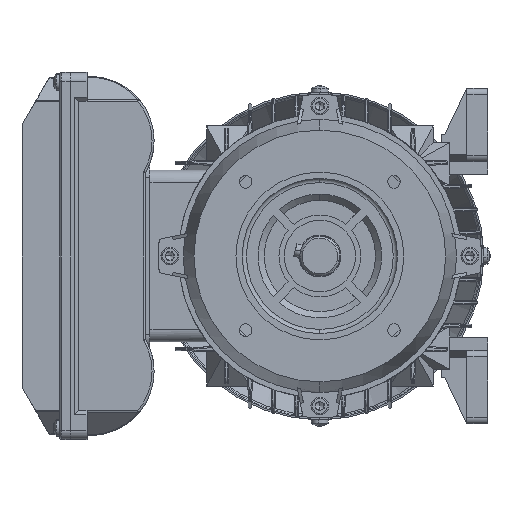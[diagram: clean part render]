
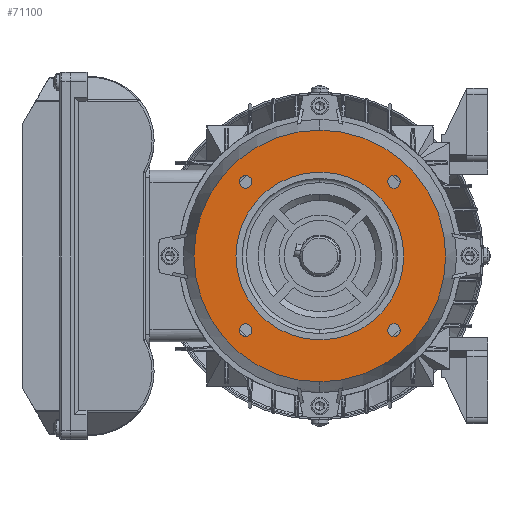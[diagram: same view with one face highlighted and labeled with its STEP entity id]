
A CAD part, left-side view. The second image highlights one B-rep face of the part: STEP entity #71100.
In plain terms, the highlighted face is planar.
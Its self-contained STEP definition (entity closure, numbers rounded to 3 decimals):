
#6413 = DIRECTION ( 'NONE',  ( 1., 0., 0. ) ) ;
#6414 = DIRECTION ( 'NONE',  ( 0., 0., 1. ) ) ;
#6415 = AXIS2_PLACEMENT_3D ( 'NONE', #6422, #6414, #6413 ) ;
#6416 = CIRCLE ( 'NONE', #6415, 3. ) ;
#6422 = CARTESIAN_POINT ( 'NONE',  ( -35.355, -35.355, 32.846 ) ) ;
#6587 = CARTESIAN_POINT ( 'NONE',  ( 32.355, -35.355, 32.846 ) ) ;
#6594 = CARTESIAN_POINT ( 'NONE',  ( -38.355, -35.355, 32.846 ) ) ;
#6725 = CARTESIAN_POINT ( 'NONE',  ( 32.355, 35.355, 32.846 ) ) ;
#6838 = CARTESIAN_POINT ( 'NONE',  ( 38.355, 35.355, 32.846 ) ) ;
#6841 = DIRECTION ( 'NONE',  ( 1., 0., 0. ) ) ;
#6842 = DIRECTION ( 'NONE',  ( 0., 0., 1. ) ) ;
#6843 = AXIS2_PLACEMENT_3D ( 'NONE', #6848, #6842, #6841 ) ;
#6844 = CIRCLE ( 'NONE', #6843, 3. ) ;
#6848 = CARTESIAN_POINT ( 'NONE',  ( 35.355, 35.355, 32.846 ) ) ;
#6934 = CARTESIAN_POINT ( 'NONE',  ( 38.355, -35.355, 32.846 ) ) ;
#6938 = DIRECTION ( 'NONE',  ( 1., 0., 0. ) ) ;
#6940 = DIRECTION ( 'NONE',  ( 0., 0., 1. ) ) ;
#6942 = CARTESIAN_POINT ( 'NONE',  ( 35.355, -35.355, 32.846 ) ) ;
#6944 = AXIS2_PLACEMENT_3D ( 'NONE', #6942, #6940, #6938 ) ;
#6945 = CIRCLE ( 'NONE', #6944, 3. ) ;
#6948 = CARTESIAN_POINT ( 'NONE',  ( -38.355, 35.355, 32.846 ) ) ;
#7083 = CARTESIAN_POINT ( 'NONE',  ( -32.355, 35.355, 32.846 ) ) ;
#7084 = DIRECTION ( 'NONE',  ( 1., 0., 0. ) ) ;
#7087 = DIRECTION ( 'NONE',  ( 0., 0., 1. ) ) ;
#7088 = CARTESIAN_POINT ( 'NONE',  ( -35.355, 35.355, 32.846 ) ) ;
#7090 = AXIS2_PLACEMENT_3D ( 'NONE', #7088, #7087, #7084 ) ;
#7092 = CIRCLE ( 'NONE', #7090, 3. ) ;
#8392 = CARTESIAN_POINT ( 'NONE',  ( 60., 0., 32.846 ) ) ;
#8406 = CARTESIAN_POINT ( 'NONE',  ( -60., 0., 32.846 ) ) ;
#8408 = DIRECTION ( 'NONE',  ( -1., 0., 0. ) ) ;
#8409 = DIRECTION ( 'NONE',  ( 0., 0., -1. ) ) ;
#8411 = CARTESIAN_POINT ( 'NONE',  ( 0., 0., 32.846 ) ) ;
#8412 = AXIS2_PLACEMENT_3D ( 'NONE', #8411, #8409, #8408 ) ;
#8424 = CIRCLE ( 'NONE', #8412, 60. ) ;
#8657 = CARTESIAN_POINT ( 'NONE',  ( 40., 0., 32.846 ) ) ;
#8757 = CIRCLE ( 'NONE', #8878, 40. ) ;
#8759 = CARTESIAN_POINT ( 'NONE',  ( 0., 0., 32.846 ) ) ;
#8871 = CARTESIAN_POINT ( 'NONE',  ( -40., 0., 32.846 ) ) ;
#8873 = DIRECTION ( 'NONE',  ( -1., 0., 0. ) ) ;
#8875 = DIRECTION ( 'NONE',  ( 0., 0., -1. ) ) ;
#8878 = AXIS2_PLACEMENT_3D ( 'NONE', #8759, #8875, #8873 ) ;
#15938 = CARTESIAN_POINT ( 'NONE',  ( 0., 0., 32.846 ) ) ;
#15992 = DIRECTION ( 'NONE',  ( 1., 0., 0. ) ) ;
#15993 = DIRECTION ( 'NONE',  ( 0., 0., 1. ) ) ;
#15995 = CARTESIAN_POINT ( 'NONE',  ( 35.355, 35.355, 32.846 ) ) ;
#15997 = AXIS2_PLACEMENT_3D ( 'NONE', #15995, #15993, #15992 ) ;
#15998 = CIRCLE ( 'NONE', #15997, 3. ) ;
#16013 = DIRECTION ( 'NONE',  ( 1., 0., 0. ) ) ;
#16015 = DIRECTION ( 'NONE',  ( 0., 0., 1. ) ) ;
#16017 = CARTESIAN_POINT ( 'NONE',  ( 35.355, -35.355, 32.846 ) ) ;
#16018 = AXIS2_PLACEMENT_3D ( 'NONE', #16017, #16015, #16013 ) ;
#16020 = CIRCLE ( 'NONE', #16018, 3. ) ;
#16024 = DIRECTION ( 'NONE',  ( 1., 0., 0. ) ) ;
#16026 = DIRECTION ( 'NONE',  ( 0., 0., 1. ) ) ;
#16028 = AXIS2_PLACEMENT_3D ( 'NONE', #16039, #16026, #16024 ) ;
#16030 = CIRCLE ( 'NONE', #16028, 3. ) ;
#16034 = DIRECTION ( 'NONE',  ( -1., 0., 0. ) ) ;
#16036 = DIRECTION ( 'NONE',  ( 0., 0., -1. ) ) ;
#16037 = AXIS2_PLACEMENT_3D ( 'NONE', #16044, #16036, #16034 ) ;
#16039 = CARTESIAN_POINT ( 'NONE',  ( -35.355, -35.355, 32.846 ) ) ;
#16044 = CARTESIAN_POINT ( 'NONE',  ( -60., 0., 32.846 ) ) ;
#16045 = PLANE ( 'NONE',  #16037 ) ;
#16046 = FACE_BOUND ( 'NONE', #71174, .T. ) ;
#16047 = FACE_OUTER_BOUND ( 'NONE', #71170, .T. ) ;
#16048 = FACE_BOUND ( 'NONE', #71166, .T. ) ;
#16050 = FACE_BOUND ( 'NONE', #71109, .T. ) ;
#16051 = FACE_BOUND ( 'NONE', #71105, .T. ) ;
#16053 = FACE_BOUND ( 'NONE', #71101, .T. ) ;
#16055 = DIRECTION ( 'NONE',  ( -1., 0., 0. ) ) ;
#16057 = DIRECTION ( 'NONE',  ( 0., 0., -1. ) ) ;
#16059 = AXIS2_PLACEMENT_3D ( 'NONE', #15938, #16057, #16055 ) ;
#16061 = CIRCLE ( 'NONE', #16059, 40. ) ;
#16183 = DIRECTION ( 'NONE',  ( -1., 0., 0. ) ) ;
#16185 = DIRECTION ( 'NONE',  ( 0., 0., -1. ) ) ;
#16187 = CARTESIAN_POINT ( 'NONE',  ( 0., 0., 32.846 ) ) ;
#16188 = AXIS2_PLACEMENT_3D ( 'NONE', #16187, #16185, #16183 ) ;
#16189 = CIRCLE ( 'NONE', #16188, 60. ) ;
#16190 = DIRECTION ( 'NONE',  ( 1., 0., 0. ) ) ;
#16191 = DIRECTION ( 'NONE',  ( 0., 0., 1. ) ) ;
#16192 = CARTESIAN_POINT ( 'NONE',  ( -35.355, 35.355, 32.846 ) ) ;
#16193 = AXIS2_PLACEMENT_3D ( 'NONE', #16192, #16191, #16190 ) ;
#16202 = CIRCLE ( 'NONE', #16193, 3. ) ;
#65969 = VERTEX_POINT ( 'NONE', #100955 ) ;
#68188 = EDGE_CURVE ( 'NONE', #68265, #65969, #6416, .T. ) ;
#68236 = VERTEX_POINT ( 'NONE', #6587 ) ;
#68265 = VERTEX_POINT ( 'NONE', #6594 ) ;
#68288 = VERTEX_POINT ( 'NONE', #6725 ) ;
#68310 = EDGE_CURVE ( 'NONE', #68288, #68312, #6844, .T. ) ;
#68312 = VERTEX_POINT ( 'NONE', #6838 ) ;
#68337 = VERTEX_POINT ( 'NONE', #6948 ) ;
#68338 = EDGE_CURVE ( 'NONE', #68236, #68340, #6945, .T. ) ;
#68340 = VERTEX_POINT ( 'NONE', #6934 ) ;
#68366 = EDGE_CURVE ( 'NONE', #68337, #68368, #7092, .T. ) ;
#68368 = VERTEX_POINT ( 'NONE', #7083 ) ;
#68735 = EDGE_CURVE ( 'NONE', #68736, #68738, #8424, .T. ) ;
#68736 = VERTEX_POINT ( 'NONE', #8406 ) ;
#68738 = VERTEX_POINT ( 'NONE', #8392 ) ;
#68797 = VERTEX_POINT ( 'NONE', #8657 ) ;
#68829 = EDGE_CURVE ( 'NONE', #68830, #68797, #8757, .T. ) ;
#68830 = VERTEX_POINT ( 'NONE', #8871 ) ;
#71095 = ORIENTED_EDGE ( 'NONE', *, *, #71099, .T. ) ;
#71099 = EDGE_CURVE ( 'NONE', #68797, #68830, #16061, .T. ) ;
#71100 = ADVANCED_FACE ( 'NONE', ( #16053, #16051, #16050, #16048, #16047, #16046 ), #16045, .F. ) ;
#71101 = EDGE_LOOP ( 'NONE', ( #71102, #71104 ) ) ;
#71102 = ORIENTED_EDGE ( 'NONE', *, *, #71103, .F. ) ;
#71103 = EDGE_CURVE ( 'NONE', #65969, #68265, #16030, .T. ) ;
#71104 = ORIENTED_EDGE ( 'NONE', *, *, #68188, .F. ) ;
#71105 = EDGE_LOOP ( 'NONE', ( #71106, #71108 ) ) ;
#71106 = ORIENTED_EDGE ( 'NONE', *, *, #71107, .F. ) ;
#71107 = EDGE_CURVE ( 'NONE', #68340, #68236, #16020, .T. ) ;
#71108 = ORIENTED_EDGE ( 'NONE', *, *, #68338, .F. ) ;
#71109 = EDGE_LOOP ( 'NONE', ( #71110, #71165 ) ) ;
#71110 = ORIENTED_EDGE ( 'NONE', *, *, #71112, .F. ) ;
#71112 = EDGE_CURVE ( 'NONE', #68312, #68288, #15998, .T. ) ;
#71165 = ORIENTED_EDGE ( 'NONE', *, *, #68310, .F. ) ;
#71166 = EDGE_LOOP ( 'NONE', ( #71167, #71169 ) ) ;
#71167 = ORIENTED_EDGE ( 'NONE', *, *, #71168, .F. ) ;
#71168 = EDGE_CURVE ( 'NONE', #68368, #68337, #16202, .T. ) ;
#71169 = ORIENTED_EDGE ( 'NONE', *, *, #68366, .F. ) ;
#71170 = EDGE_LOOP ( 'NONE', ( #71171, #71172 ) ) ;
#71171 = ORIENTED_EDGE ( 'NONE', *, *, #68735, .F. ) ;
#71172 = ORIENTED_EDGE ( 'NONE', *, *, #71173, .F. ) ;
#71173 = EDGE_CURVE ( 'NONE', #68738, #68736, #16189, .T. ) ;
#71174 = EDGE_LOOP ( 'NONE', ( #71175, #71095 ) ) ;
#71175 = ORIENTED_EDGE ( 'NONE', *, *, #68829, .T. ) ;
#100955 = CARTESIAN_POINT ( 'NONE',  ( -32.355, -35.355, 32.846 ) ) ;
